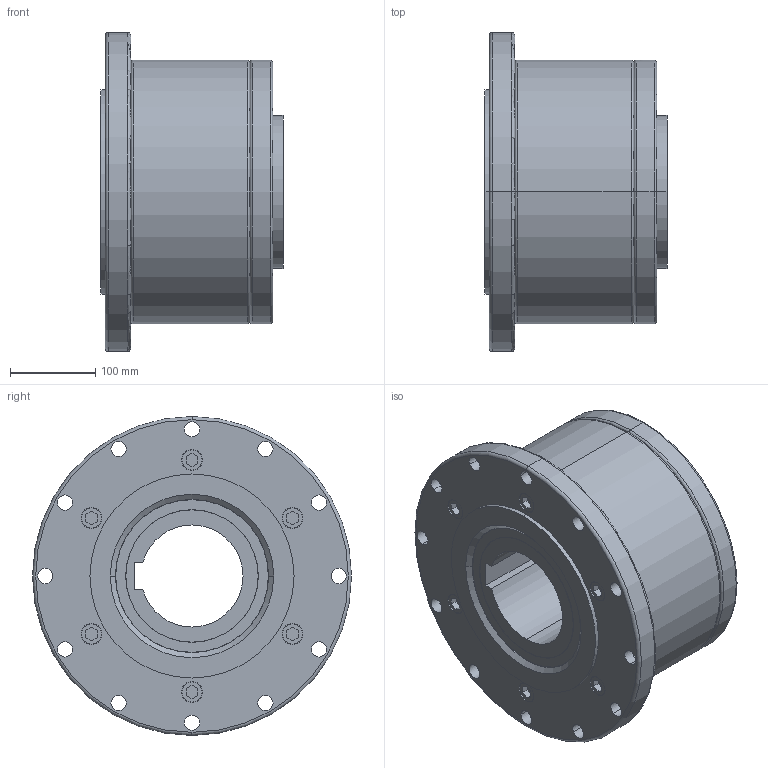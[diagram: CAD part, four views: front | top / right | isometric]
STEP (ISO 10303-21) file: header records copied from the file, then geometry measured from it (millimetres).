
FILE_DESCRIPTION(('STEP AP214'),'1');
FILE_NAME('gl_120_f4-d2.stp','2019-09-14T11:35:12',('TraceParts'),('TraceParts S.A.'),'Spatial InterOp 3D',' ',' ');
FILE_SCHEMA(('AUTOMOTIVE_DESIGN { 1 0 10303 214 1 1 1 1 }'));
Length unit declared in the file: millimetre
Products named in the file (1): gl_120_f4-d2
Bounding box: 214 x 375 x 375 mm (x, y, z)
Volume: 13712273.4 mm3; surface area: 548159.2 mm2
Topology: 1 solids, 1 shells, 307 faces, 783 edges, 525 vertices
Faces by surface type: plane 140, cylinder 129, torus 36, cone 2
Entity records: 9993 total; most frequent: CARTESIAN_POINT 2089, DIRECTION 1780, ORIENTED_EDGE 1566, EDGE_CURVE 783, AXIS2_PLACEMENT_3D 706, VERTEX_POINT 525, CIRCLE 398, EDGE_LOOP 380
